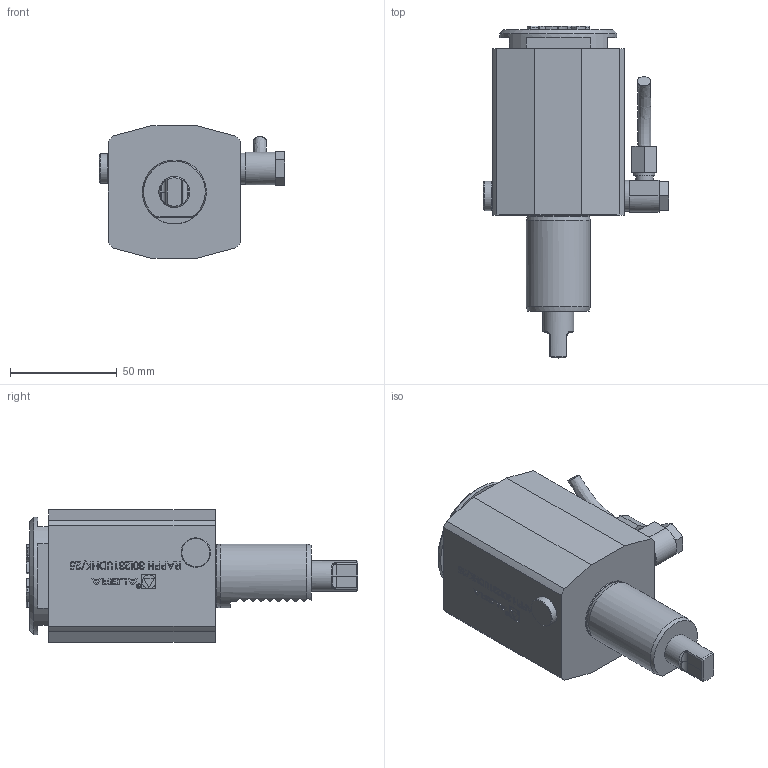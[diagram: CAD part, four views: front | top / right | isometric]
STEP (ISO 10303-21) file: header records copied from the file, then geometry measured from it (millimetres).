
FILE_DESCRIPTION (( 'STEP AP214' ), '1' );
FILE_NAME ('RAPPH30I231UDHK25.STEP', '2025-07-11T13:18:23', ( '' ), ( '' ), 'SwSTEP 2.0', 'SolidWorks 2023', '' );
FILE_SCHEMA (( 'AUTOMOTIVE_DESIGN' ));
Length unit declared in the file: millimetre
Products named in the file (1): RAPPH30I231UDHK25
Bounding box: 86.85 x 155.65 x 62 mm (x, y, z)
Volume: 341902.4 mm3; surface area: 35264.8 mm2
Topology: 1 solids, 1 shells, 543 faces, 1414 edges, 932 vertices
Faces by surface type: plane 340, bspline 111, cylinder 80, cone 10, torus 2
Full cylindrical faces by diameter (mm): 1.7 x1, 2.1 x1, 6.366 x1, 8.2 x1, 9.8 x1, 12 x1, 13.8 x1, 14.5 x2, 29.1 x1, 30 x1, 55 x1
Entity records: 27000 total; most frequent: CARTESIAN_POINT 10858, ORIENTED_EDGE 2774, DIRECTION 2108, EDGE_CURVE 1387, VERTEX_POINT 925, LINE 924, VECTOR 924, EDGE_LOOP 622
